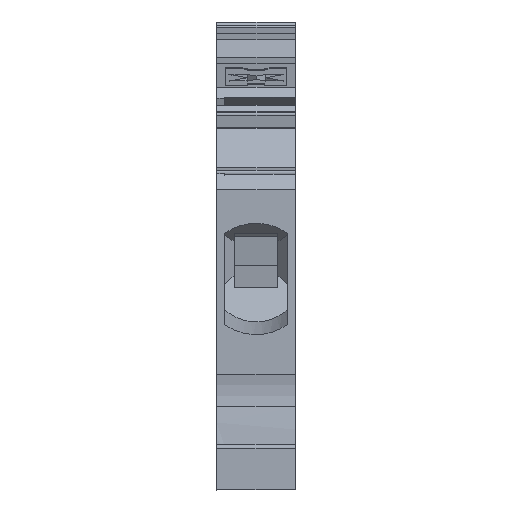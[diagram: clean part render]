
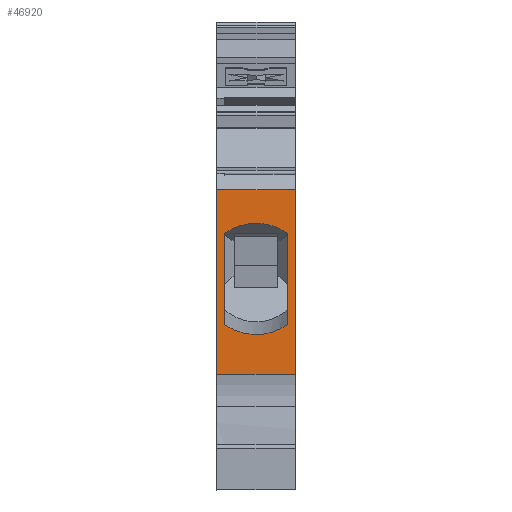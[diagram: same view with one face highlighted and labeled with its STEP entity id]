
A CAD part, front view. The second image highlights one B-rep face of the part: STEP entity #46920.
In plain terms, the highlighted face is planar.
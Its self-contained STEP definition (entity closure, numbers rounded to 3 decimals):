
#5790=CARTESIAN_POINT('',(-58.053,61.114,
-52.82));
#5800=VERTEX_POINT('',#5790);
#5830=CARTESIAN_POINT('',(-58.053,91.757,
-52.82));
#5840=DIRECTION('',(0.,1.,0.));
#5850=VECTOR('',#5840,1.);
#5860=LINE('',#5830,#5850);
#5870=CARTESIAN_POINT('',(-58.053,80.329,
-52.82));
#5880=VERTEX_POINT('',#5870);
#5890=EDGE_CURVE('',#5800,#5880,#5860,.T.);
#11200=CARTESIAN_POINT('',(-58.053,80.329,
-60.97));
#11210=VERTEX_POINT('',#11200);
#11240=CARTESIAN_POINT('',(-58.053,91.757,
-60.97));
#11250=DIRECTION('',(0.,1.,0.));
#11260=VECTOR('',#11250,1.);
#11270=LINE('',#11240,#11260);
#11280=CARTESIAN_POINT('',(-58.053,61.114,
-60.97));
#11290=VERTEX_POINT('',#11280);
#11300=EDGE_CURVE('',#11290,#11210,#11270,.T.);
#44230=CARTESIAN_POINT('',(-58.053,80.329,
-52.82));
#44240=DIRECTION('',(0.,0.,1.));
#44250=VECTOR('',#44240,1.);
#44260=LINE('',#44230,#44250);
#44270=EDGE_CURVE('',#11210,#5880,#44260,.T.);
#46400=CARTESIAN_POINT('',(-58.053,62.614,
-52.82));
#46410=DIRECTION('',(1.,0.,0.));
#46420=DIRECTION('',(0.,-1.,0.));
#46430=AXIS2_PLACEMENT_3D('',#46400,#46410,#46420);
#46440=PLANE('',#46430);
#46450=CARTESIAN_POINT('',(-58.053,71.141,
-56.895));
#46460=DIRECTION('',(1.,0.,0.));
#46470=DIRECTION('',(0.,-1.,0.));
#46480=AXIS2_PLACEMENT_3D('',#46450,#46460,#46470);
#46490=ELLIPSE('',#46480,5.686,5.6);
#46500=CARTESIAN_POINT('',(-58.053,75.753,
-60.17));
#46510=VERTEX_POINT('',#46500);
#46520=CARTESIAN_POINT('',(-58.053,75.753,
-53.62));
#46530=VERTEX_POINT('',#46520);
#46540=EDGE_CURVE('',#46510,#46530,#46490,.T.);
#46550=ORIENTED_EDGE('',*,*,#46540,.T.);
#46560=CARTESIAN_POINT('',(-58.053,66.114,
-60.17));
#46570=DIRECTION('',(0.,1.,0.));
#46580=VECTOR('',#46570,1.);
#46590=LINE('',#46560,#46580);
#46600=CARTESIAN_POINT('',(-58.053,66.325,
-60.17));
#46610=VERTEX_POINT('',#46600);
#46620=EDGE_CURVE('',#46610,#46510,#46590,.T.);
#46630=ORIENTED_EDGE('',*,*,#46620,.T.);
#46640=CARTESIAN_POINT('',(-58.053,70.938,
-56.895));
#46650=DIRECTION('',(1.,0.,0.));
#46660=DIRECTION('',(0.,-1.,0.));
#46670=AXIS2_PLACEMENT_3D('',#46640,#46650,#46660);
#46680=ELLIPSE('',#46670,5.686,5.6);
#46690=CARTESIAN_POINT('',(-58.053,66.325,
-53.62));
#46700=VERTEX_POINT('',#46690);
#46710=EDGE_CURVE('',#46700,#46610,#46680,.T.);
#46720=ORIENTED_EDGE('',*,*,#46710,.T.);
#46730=CARTESIAN_POINT('',(-58.053,66.114,
-53.62));
#46740=DIRECTION('',(0.,1.,0.));
#46750=VECTOR('',#46740,1.);
#46760=LINE('',#46730,#46750);
#46770=EDGE_CURVE('',#46700,#46530,#46760,.T.);
#46780=ORIENTED_EDGE('',*,*,#46770,.F.);
#46790=EDGE_LOOP('',(#46780,#46720,#46630,#46550));
#46800=FACE_BOUND('',#46790,.T.);
#46810=ORIENTED_EDGE('',*,*,#5890,.T.);
#46820=CARTESIAN_POINT('',(-58.053,61.114,
-52.82));
#46830=DIRECTION('',(0.,0.,1.));
#46840=VECTOR('',#46830,1.);
#46850=LINE('',#46820,#46840);
#46860=EDGE_CURVE('',#11290,#5800,#46850,.T.);
#46870=ORIENTED_EDGE('',*,*,#46860,.T.);
#46880=ORIENTED_EDGE('',*,*,#11300,.F.);
#46890=ORIENTED_EDGE('',*,*,#44270,.F.);
#46900=EDGE_LOOP('',(#46890,#46880,#46870,#46810));
#46910=FACE_OUTER_BOUND('',#46900,.T.);
#46920=ADVANCED_FACE('',(#46800,#46910),#46440,.F.);
